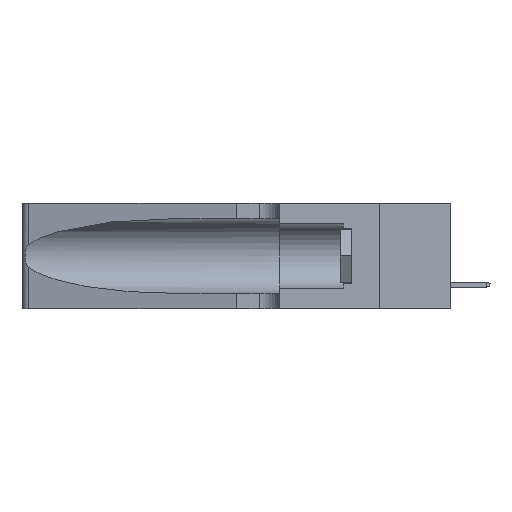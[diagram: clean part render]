
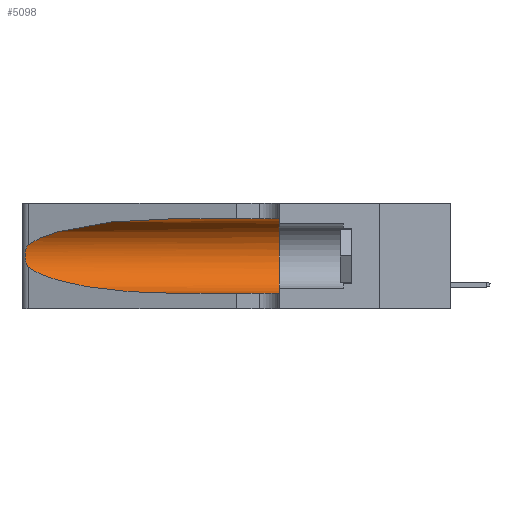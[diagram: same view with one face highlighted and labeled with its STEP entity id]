
A CAD part, left-side view. The second image highlights one B-rep face of the part: STEP entity #5098.
In plain terms, the highlighted cylindrical face has radius 3.308 mm (diameter 6.617 mm), a partial arc.
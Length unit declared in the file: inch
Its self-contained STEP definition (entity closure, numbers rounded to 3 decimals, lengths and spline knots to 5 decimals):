
#563 = CARTESIAN_POINT ( 'NONE',  ( 0.1305, 0.35, 0.05475 ) ) ;
#638 = CARTESIAN_POINT ( 'NONE',  ( 0.1305, 0.72297, 0.31525 ) ) ;
#1187 = CARTESIAN_POINT ( 'NONE',  ( 0.1305, 0.72297, 0.05475 ) ) ;
#1434 = DIRECTION ( 'NONE',  ( 0., -1., 0. ) ) ;
#1901 = CARTESIAN_POINT ( 'NONE',  ( 0.26017, 1.23833, 0.17102 ) ) ;
#3016 = EDGE_CURVE ( 'NONE', #38555, #6671, #16157, .T. ) ;
#3600 = DIRECTION ( 'NONE',  ( 0., -1., 0. ) ) ;
#3800 = CARTESIAN_POINT ( 'NONE',  ( 0.25487, 1.22718, 0.14631 ) ) ;
#3897 = EDGE_CURVE ( 'NONE', #6222, #28319, #25291, .T. ) ;
#4055 = CARTESIAN_POINT ( 'NONE',  ( 0.25487, 1.22718, 0.22369 ) ) ;
#4327 = CARTESIAN_POINT ( 'NONE',  ( 0.25555, 1.22993, 0.14849 ) ) ;
#4329 = CARTESIAN_POINT ( 'NONE',  ( 0.1305, 0.35, 0.185 ) ) ;
#4527 = DIRECTION ( 'NONE',  ( 0., 0., 1. ) ) ;
#4903 = CARTESIAN_POINT ( 'NONE',  ( 0.25639, 1.23186, 0.15144 ) ) ;
#5098 = ADVANCED_FACE ( 'NONE', ( #33850 ), #6513, .F. ) ;
#6222 = VERTEX_POINT ( 'NONE', #638 ) ;
#6513 = CYLINDRICAL_SURFACE ( 'NONE', #23047, 0.13025 ) ;
#6671 = VERTEX_POINT ( 'NONE', #25260 ) ;
#6935 = DIRECTION ( 'NONE',  ( 0., 1., 0. ) ) ;
#7111 = DIRECTION ( 'NONE',  ( 0., -1., 0. ) ) ;
#7323 = CARTESIAN_POINT ( 'NONE',  ( 0.25639, 1.23184, 0.21858 ) ) ;
#8053 = AXIS2_PLACEMENT_3D ( 'NONE', #4329, #6935, #4527 ) ;
#9207 = ORIENTED_EDGE ( 'NONE', *, *, #3016, .T. ) ;
#9589 = LINE ( 'NONE', #24374, #22250 ) ;
#10496 = CARTESIAN_POINT ( 'NONE',  ( 0.26018, 1.23835, 0.19895 ) ) ;
#10798 = CARTESIAN_POINT ( 'NONE',  ( 0.1305, 1.61858, 0.05475 ) ) ;
#10841 = EDGE_CURVE ( 'NONE', #6671, #14940, #25602, .T. ) ;
#11083 = EDGE_CURVE ( 'NONE', #6222, #25847, #9589, .T. ) ;
#11864 = CARTESIAN_POINT ( 'NONE',  ( 0.25487, 1.22718, 0.14631 ) ) ;
#13216 = CARTESIAN_POINT ( 'NONE',  ( 0.18966, 0.96281, 0.31525 ) ) ;
#13508 = CARTESIAN_POINT ( 'NONE',  ( 0.25555, 1.22994, 0.2215 ) ) ;
#14105 = CARTESIAN_POINT ( 'NONE',  ( 0.25487, 1.22718, 0.14631 ) ) ;
#14478 = EDGE_LOOP ( 'NONE', ( #39314, #27404, #9207, #32251, #27250, #22031 ) ) ;
#14940 = VERTEX_POINT ( 'NONE', #563 ) ;
#14992 = EDGE_CURVE ( 'NONE', #25847, #14940, #30362, .T. ) ;
#15673 = DIRECTION ( 'NONE',  ( 0., 0., -1. ) ) ;
#15753 = VECTOR ( 'NONE', #1434, 39.37008 ) ;
#15970 = CARTESIAN_POINT ( 'NONE',  ( 0.18966, 0.96281, 0.05475 ) ) ;
#16157 =( BOUNDED_CURVE ( )  B_SPLINE_CURVE ( 3, ( #3800, #16350, #15970, #1187 ),
 .UNSPECIFIED., .F., .T. ) 
 B_SPLINE_CURVE_WITH_KNOTS ( ( 4, 4 ),
 ( 3.44316, 4.71239 ),
 .UNSPECIFIED. ) 
 CURVE ( )  GEOMETRIC_REPRESENTATION_ITEM ( )  RATIONAL_B_SPLINE_CURVE ( ( 1., 0.87, 0.87, 1. ) ) 
 REPRESENTATION_ITEM ( '' )  );
#16350 = CARTESIAN_POINT ( 'NONE',  ( 0.2373, 1.15595, 0.08982 ) ) ;
#16495 = CARTESIAN_POINT ( 'NONE',  ( 0.25856, 1.23593, 0.16098 ) ) ;
#16696 = CARTESIAN_POINT ( 'NONE',  ( 0.25487, 1.22718, 0.22369 ) ) ;
#18887 = CARTESIAN_POINT ( 'NONE',  ( 0.25487, 1.22718, 0.22369 ) ) ;
#19476 = CARTESIAN_POINT ( 'NONE',  ( 0.25854, 1.2359, 0.20912 ) ) ;
#22031 = ORIENTED_EDGE ( 'NONE', *, *, #11083, .F. ) ;
#22250 = VECTOR ( 'NONE', #3600, 39.37008 ) ;
#22681 = CARTESIAN_POINT ( 'NONE',  ( 0.25787, 1.23484, 0.2124 ) ) ;
#22889 = CARTESIAN_POINT ( 'NONE',  ( 0.26075, 1.23896, 0.178 ) ) ;
#23047 = AXIS2_PLACEMENT_3D ( 'NONE', #24871, #7111, #15673 ) ;
#24374 = CARTESIAN_POINT ( 'NONE',  ( 0.1305, 1.61858, 0.31525 ) ) ;
#24871 = CARTESIAN_POINT ( 'NONE',  ( 0.1305, 1.61858, 0.185 ) ) ;
#25260 = CARTESIAN_POINT ( 'NONE',  ( 0.1305, 0.72297, 0.05475 ) ) ;
#25291 =( BOUNDED_CURVE ( )  B_SPLINE_CURVE ( 3, ( #25397, #13216, #25808, #4055 ),
 .UNSPECIFIED., .F., .F. ) 
 B_SPLINE_CURVE_WITH_KNOTS ( ( 4, 4 ),
 ( 1.5708, 2.84003 ),
 .UNSPECIFIED. ) 
 CURVE ( )  GEOMETRIC_REPRESENTATION_ITEM ( )  RATIONAL_B_SPLINE_CURVE ( ( 1., 0.87, 0.87, 1. ) ) 
 REPRESENTATION_ITEM ( '' )  );
#25397 = CARTESIAN_POINT ( 'NONE',  ( 0.1305, 0.72297, 0.31525 ) ) ;
#25602 = LINE ( 'NONE', #10798, #15753 ) ;
#25808 = CARTESIAN_POINT ( 'NONE',  ( 0.2373, 1.15595, 0.28018 ) ) ;
#25847 = VERTEX_POINT ( 'NONE', #32380 ) ;
#26597 = EDGE_CURVE ( 'NONE', #28319, #38555, #28707, .T. ) ;
#27250 = ORIENTED_EDGE ( 'NONE', *, *, #14992, .F. ) ;
#27404 = ORIENTED_EDGE ( 'NONE', *, *, #26597, .T. ) ;
#28319 = VERTEX_POINT ( 'NONE', #18887 ) ;
#28707 = B_SPLINE_CURVE_WITH_KNOTS ( 'NONE', 3,
 ( #16696, #13508, #7323, #22681, #19476, #10496, #38041, #22889, #1901, #16495, #31653, #4903, #4327, #14105 ),
 .UNSPECIFIED., .F., .F.,
 ( 4, 2, 2, 2, 2, 2, 4 ),
 ( 0., 0.00027, 0.00053, 0.00107, 0.0016, 0.00187, 0.00214 ),
 .UNSPECIFIED. ) ;
#30362 = CIRCLE ( 'NONE', #8053, 0.13025 ) ;
#31653 = CARTESIAN_POINT ( 'NONE',  ( 0.25789, 1.23486, 0.15765 ) ) ;
#32251 = ORIENTED_EDGE ( 'NONE', *, *, #10841, .T. ) ;
#32380 = CARTESIAN_POINT ( 'NONE',  ( 0.1305, 0.35, 0.31525 ) ) ;
#33850 = FACE_OUTER_BOUND ( 'NONE', #14478, .T. ) ;
#38041 = CARTESIAN_POINT ( 'NONE',  ( 0.26075, 1.23896, 0.19203 ) ) ;
#38555 = VERTEX_POINT ( 'NONE', #11864 ) ;
#39314 = ORIENTED_EDGE ( 'NONE', *, *, #3897, .T. ) ;
